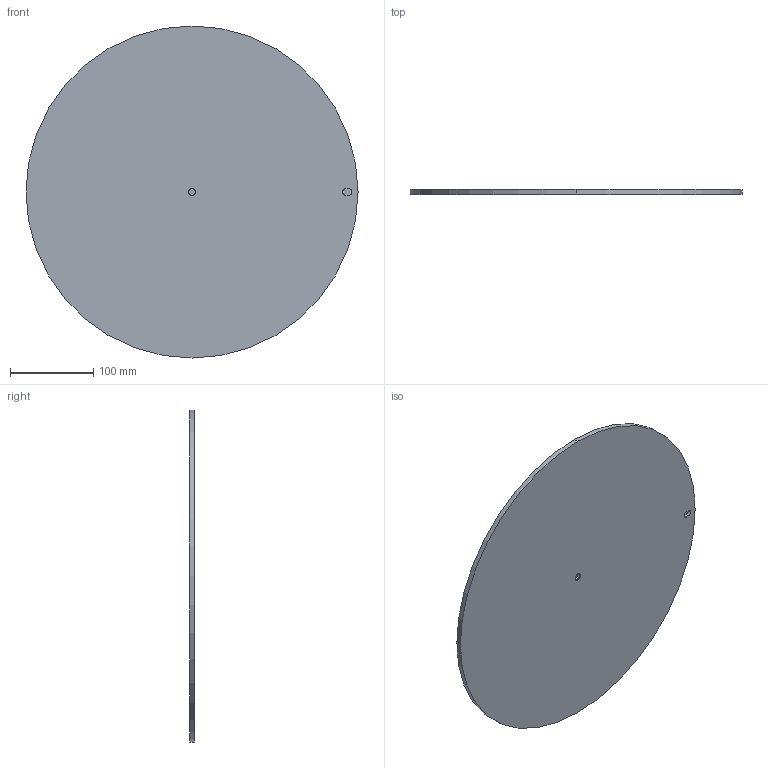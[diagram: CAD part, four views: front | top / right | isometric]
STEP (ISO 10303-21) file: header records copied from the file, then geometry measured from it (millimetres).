
FILE_DESCRIPTION (( 'STEP AP214' ), '1' );
FILE_NAME ('210622ALGOS1-010_PLAQUE_DECOUPE.STEP', '2021-10-27T09:20:52', ( '' ), ( '' ), 'SwSTEP 2.0', 'SolidWorks 2014', '' );
FILE_SCHEMA (( 'AUTOMOTIVE_DESIGN' ));
Length unit declared in the file: millimetre
Products named in the file (1): 210622ALGOS1-010_PLAQUE_DECOUPE
Bounding box: 400 x 6 x 400 mm (x, y, z)
Volume: 753458.8 mm3; surface area: 259086.4 mm2
Topology: 1 solids, 1 shells, 14 faces, 28 edges, 18 vertices
Faces by surface type: cylinder 6, plane 6, cone 2
Entity records: 404 total; most frequent: DIRECTION 72, CARTESIAN_POINT 61, ORIENTED_EDGE 56, AXIS2_PLACEMENT_3D 29, EDGE_CURVE 28, VERTEX_POINT 18, EDGE_LOOP 16, FACE_OUTER_BOUND 14
